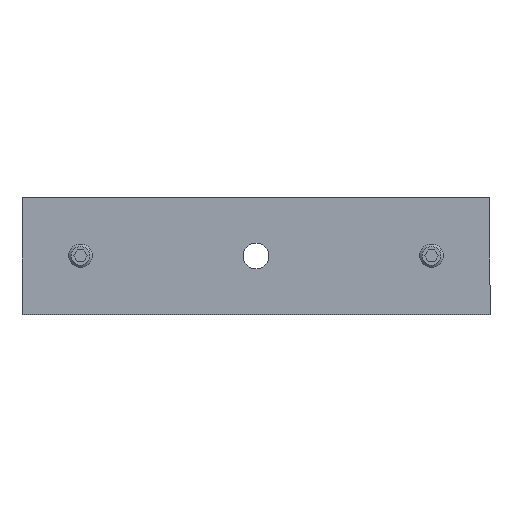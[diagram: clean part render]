
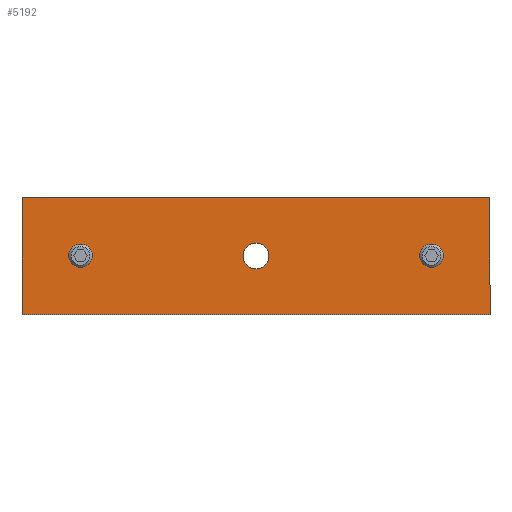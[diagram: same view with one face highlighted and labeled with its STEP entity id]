
A CAD part, top view. The second image highlights one B-rep face of the part: STEP entity #5192.
In plain terms, the highlighted planar face has unit normal (0, 0, 1).
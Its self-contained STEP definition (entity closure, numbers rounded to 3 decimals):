
#18 = CARTESIAN_POINT ( 'NONE',  ( -25., 100., 10. ) ) ;
#19 = AXIS2_PLACEMENT_3D ( 'NONE', #2245, #979, #4312 ) ;
#74 = VERTEX_POINT ( 'NONE', #3461 ) ;
#153 = CIRCLE ( 'NONE', #2131, 5.5 ) ;
#160 = CARTESIAN_POINT ( 'NONE',  ( -4.25, -75., 10. ) ) ;
#166 = DIRECTION ( 'NONE',  ( 0., -1., 0. ) ) ;
#372 = CARTESIAN_POINT ( 'NONE',  ( 4.25, 75., 10. ) ) ;
#462 = FACE_BOUND ( 'NONE', #2982, .T. ) ;
#498 = EDGE_CURVE ( 'NONE', #803, #3155, #1466, .T. ) ;
#509 = DIRECTION ( 'NONE',  ( 1., 0., 0. ) ) ;
#803 = VERTEX_POINT ( 'NONE', #372 ) ;
#878 = VECTOR ( 'NONE', #509, 1000. ) ;
#941 = CARTESIAN_POINT ( 'NONE',  ( 25., -100., 10. ) ) ;
#947 = DIRECTION ( 'NONE',  ( 1., 0., 0. ) ) ;
#979 = DIRECTION ( 'NONE',  ( 0., 0., 1. ) ) ;
#1087 = CARTESIAN_POINT ( 'NONE',  ( 0., -75., 10. ) ) ;
#1116 = DIRECTION ( 'NONE',  ( 1., 0., 0. ) ) ;
#1193 = CARTESIAN_POINT ( 'NONE',  ( 0., -75., 10. ) ) ;
#1286 = VERTEX_POINT ( 'NONE', #3823 ) ;
#1302 = LINE ( 'NONE', #941, #878 ) ;
#1357 = LINE ( 'NONE', #3899, #2762 ) ;
#1466 = CIRCLE ( 'NONE', #2696, 4.25 ) ;
#1470 = VECTOR ( 'NONE', #2737, 1000. ) ;
#1518 = CARTESIAN_POINT ( 'NONE',  ( 25., 100., 10. ) ) ;
#1546 = EDGE_CURVE ( 'NONE', #3455, #1627, #1357, .T. ) ;
#1598 = CARTESIAN_POINT ( 'NONE',  ( 25., 100., 10. ) ) ;
#1605 = EDGE_LOOP ( 'NONE', ( #2273, #2775 ) ) ;
#1627 = VERTEX_POINT ( 'NONE', #3077 ) ;
#1650 = VERTEX_POINT ( 'NONE', #4764 ) ;
#1722 = DIRECTION ( 'NONE',  ( 1., 0., 0. ) ) ;
#1767 = CARTESIAN_POINT ( 'NONE',  ( 0., 75., 10. ) ) ;
#2005 = DIRECTION ( 'NONE',  ( -1., 0., 0. ) ) ;
#2129 = DIRECTION ( 'NONE',  ( 0., 0., 1. ) ) ;
#2131 = AXIS2_PLACEMENT_3D ( 'NONE', #5171, #4818, #1116 ) ;
#2187 = FACE_OUTER_BOUND ( 'NONE', #3194, .T. ) ;
#2215 = FACE_BOUND ( 'NONE', #1605, .T. ) ;
#2245 = CARTESIAN_POINT ( 'NONE',  ( 0., 75., 10. ) ) ;
#2264 = CARTESIAN_POINT ( 'NONE',  ( 25., -100., 10. ) ) ;
#2273 = ORIENTED_EDGE ( 'NONE', *, *, #4132, .F. ) ;
#2307 = CIRCLE ( 'NONE', #3020, 4.25 ) ;
#2326 = DIRECTION ( 'NONE',  ( 1., 0., 0. ) ) ;
#2418 = EDGE_CURVE ( 'NONE', #3602, #3455, #2531, .T. ) ;
#2438 = ORIENTED_EDGE ( 'NONE', *, *, #4303, .F. ) ;
#2506 = ORIENTED_EDGE ( 'NONE', *, *, #1546, .T. ) ;
#2531 = LINE ( 'NONE', #1598, #3767 ) ;
#2552 = FACE_BOUND ( 'NONE', #3123, .T. ) ;
#2696 = AXIS2_PLACEMENT_3D ( 'NONE', #1767, #5109, #947 ) ;
#2733 = VERTEX_POINT ( 'NONE', #5272 ) ;
#2734 = CIRCLE ( 'NONE', #19, 4.25 ) ;
#2737 = DIRECTION ( 'NONE',  ( 0., 1., 0. ) ) ;
#2755 = ORIENTED_EDGE ( 'NONE', *, *, #5200, .F. ) ;
#2762 = VECTOR ( 'NONE', #166, 1000. ) ;
#2775 = ORIENTED_EDGE ( 'NONE', *, *, #5026, .F. ) ;
#2857 = EDGE_CURVE ( 'NONE', #1627, #1650, #1302, .T. ) ;
#2872 = CIRCLE ( 'NONE', #4845, 4.25 ) ;
#2982 = EDGE_LOOP ( 'NONE', ( #2438, #3068 ) ) ;
#3020 = AXIS2_PLACEMENT_3D ( 'NONE', #1193, #3691, #4139 ) ;
#3021 = VERTEX_POINT ( 'NONE', #160 ) ;
#3044 = EDGE_CURVE ( 'NONE', #1650, #3602, #3584, .T. ) ;
#3068 = ORIENTED_EDGE ( 'NONE', *, *, #4103, .F. ) ;
#3077 = CARTESIAN_POINT ( 'NONE',  ( -25., -100., 10. ) ) ;
#3094 = AXIS2_PLACEMENT_3D ( 'NONE', #4635, #2129, #1722 ) ;
#3113 = DIRECTION ( 'NONE',  ( 0., 0., 1. ) ) ;
#3123 = EDGE_LOOP ( 'NONE', ( #4600, #2755 ) ) ;
#3155 = VERTEX_POINT ( 'NONE', #3891 ) ;
#3163 = CARTESIAN_POINT ( 'NONE',  ( 0., 0., 10. ) ) ;
#3194 = EDGE_LOOP ( 'NONE', ( #2506, #4437, #4931, #3695 ) ) ;
#3255 = CIRCLE ( 'NONE', #5229, 5.5 ) ;
#3455 = VERTEX_POINT ( 'NONE', #18 ) ;
#3461 = CARTESIAN_POINT ( 'NONE',  ( -5.5, 0., 10. ) ) ;
#3584 = LINE ( 'NONE', #2264, #1470 ) ;
#3602 = VERTEX_POINT ( 'NONE', #1518 ) ;
#3691 = DIRECTION ( 'NONE',  ( 0., 0., 1. ) ) ;
#3695 = ORIENTED_EDGE ( 'NONE', *, *, #2418, .T. ) ;
#3767 = VECTOR ( 'NONE', #2005, 1000. ) ;
#3823 = CARTESIAN_POINT ( 'NONE',  ( 5.5, 0., 10. ) ) ;
#3891 = CARTESIAN_POINT ( 'NONE',  ( -4.25, 75., 10. ) ) ;
#3899 = CARTESIAN_POINT ( 'NONE',  ( -25., -100., 10. ) ) ;
#4103 = EDGE_CURVE ( 'NONE', #3021, #2733, #2872, .T. ) ;
#4132 = EDGE_CURVE ( 'NONE', #74, #1286, #153, .T. ) ;
#4139 = DIRECTION ( 'NONE',  ( 1., 0., 0. ) ) ;
#4281 = PLANE ( 'NONE',  #3094 ) ;
#4303 = EDGE_CURVE ( 'NONE', #2733, #3021, #2307, .T. ) ;
#4312 = DIRECTION ( 'NONE',  ( 1., 0., 0. ) ) ;
#4437 = ORIENTED_EDGE ( 'NONE', *, *, #2857, .T. ) ;
#4600 = ORIENTED_EDGE ( 'NONE', *, *, #498, .F. ) ;
#4635 = CARTESIAN_POINT ( 'NONE',  ( 0., 0., 10. ) ) ;
#4764 = CARTESIAN_POINT ( 'NONE',  ( 25., -100., 10. ) ) ;
#4818 = DIRECTION ( 'NONE',  ( 0., 0., 1. ) ) ;
#4845 = AXIS2_PLACEMENT_3D ( 'NONE', #1087, #5248, #2326 ) ;
#4931 = ORIENTED_EDGE ( 'NONE', *, *, #3044, .T. ) ;
#5026 = EDGE_CURVE ( 'NONE', #1286, #74, #3255, .T. ) ;
#5109 = DIRECTION ( 'NONE',  ( 0., 0., 1. ) ) ;
#5171 = CARTESIAN_POINT ( 'NONE',  ( 0., 0., 10. ) ) ;
#5192 = ADVANCED_FACE ( 'NONE', ( #2552, #462, #2187, #2215 ), #4281, .T. ) ;
#5200 = EDGE_CURVE ( 'NONE', #3155, #803, #2734, .T. ) ;
#5222 = DIRECTION ( 'NONE',  ( 1., 0., 0. ) ) ;
#5229 = AXIS2_PLACEMENT_3D ( 'NONE', #3163, #3113, #5222 ) ;
#5248 = DIRECTION ( 'NONE',  ( 0., 0., 1. ) ) ;
#5272 = CARTESIAN_POINT ( 'NONE',  ( 4.25, -75., 10. ) ) ;
